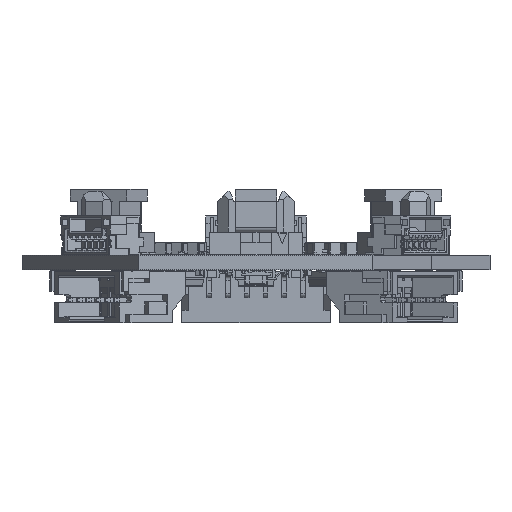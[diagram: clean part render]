
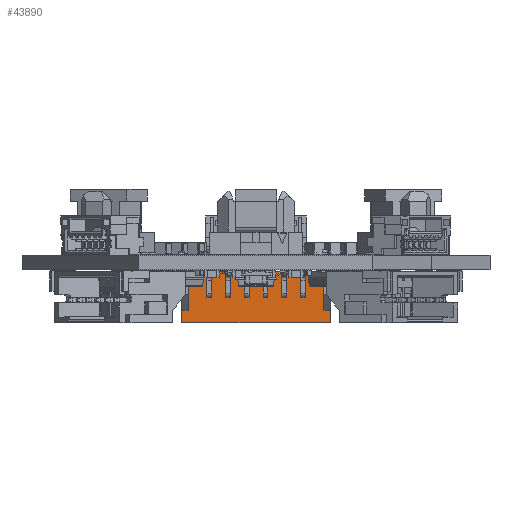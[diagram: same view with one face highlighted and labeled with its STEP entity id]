
A CAD part, front view. The second image highlights one B-rep face of the part: STEP entity #43890.
In plain terms, the highlighted face is planar.
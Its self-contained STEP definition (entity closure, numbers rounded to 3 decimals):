
#43779 = VERTEX_POINT('',#43780);
#43780 = CARTESIAN_POINT('',(15.2,4.2,-6.));
#43786 = EDGE_CURVE('',#43787,#43779,#43789,.T.);
#43787 = VERTEX_POINT('',#43788);
#43788 = CARTESIAN_POINT('',(15.9,4.2,-6.));
#43789 = LINE('',#43790,#43791);
#43790 = CARTESIAN_POINT('',(15.9,4.2,-6.));
#43791 = VECTOR('',#43792,1.);
#43792 = DIRECTION('',(-1.,-0.,-0.));
#43842 = VERTEX_POINT('',#43843);
#43843 = CARTESIAN_POINT('',(0.7,0.,-6.));
#43849 = EDGE_CURVE('',#43850,#43842,#43852,.T.);
#43850 = VERTEX_POINT('',#43851);
#43851 = CARTESIAN_POINT('',(15.2,0.,-6.));
#43852 = LINE('',#43853,#43854);
#43853 = CARTESIAN_POINT('',(15.9,0.,-6.));
#43854 = VECTOR('',#43855,1.);
#43855 = DIRECTION('',(-1.,0.,0.));
#43890 = ADVANCED_FACE('',(#43891),#43939,.F.);
#43891 = FACE_BOUND('',#43892,.T.);
#43892 = EDGE_LOOP('',(#43893,#43894,#43902,#43910,#43918,#43926,#43932,
    #43933));
#43893 = ORIENTED_EDGE('',*,*,#43849,.T.);
#43894 = ORIENTED_EDGE('',*,*,#43895,.F.);
#43895 = EDGE_CURVE('',#43896,#43842,#43898,.T.);
#43896 = VERTEX_POINT('',#43897);
#43897 = CARTESIAN_POINT('',(0.7,4.2,-6.));
#43898 = LINE('',#43899,#43900);
#43899 = CARTESIAN_POINT('',(0.7,-4.2,-6.));
#43900 = VECTOR('',#43901,1.);
#43901 = DIRECTION('',(0.,-1.,0.));
#43902 = ORIENTED_EDGE('',*,*,#43903,.F.);
#43903 = EDGE_CURVE('',#43904,#43896,#43906,.T.);
#43904 = VERTEX_POINT('',#43905);
#43905 = CARTESIAN_POINT('',(0.,4.2,-6.));
#43906 = LINE('',#43907,#43908);
#43907 = CARTESIAN_POINT('',(0.,4.2,-6.));
#43908 = VECTOR('',#43909,1.);
#43909 = DIRECTION('',(1.,-0.,-0.));
#43910 = ORIENTED_EDGE('',*,*,#43911,.T.);
#43911 = EDGE_CURVE('',#43904,#43912,#43914,.T.);
#43912 = VERTEX_POINT('',#43913);
#43913 = CARTESIAN_POINT('',(0.,5.5,-6.));
#43914 = LINE('',#43915,#43916);
#43915 = CARTESIAN_POINT('',(0.,4.2,-6.));
#43916 = VECTOR('',#43917,1.);
#43917 = DIRECTION('',(0.,1.,0.));
#43918 = ORIENTED_EDGE('',*,*,#43919,.F.);
#43919 = EDGE_CURVE('',#43920,#43912,#43922,.T.);
#43920 = VERTEX_POINT('',#43921);
#43921 = CARTESIAN_POINT('',(15.9,5.5,-6.));
#43922 = LINE('',#43923,#43924);
#43923 = CARTESIAN_POINT('',(15.9,5.5,-6.));
#43924 = VECTOR('',#43925,1.);
#43925 = DIRECTION('',(-1.,-0.,-0.));
#43926 = ORIENTED_EDGE('',*,*,#43927,.F.);
#43927 = EDGE_CURVE('',#43787,#43920,#43928,.T.);
#43928 = LINE('',#43929,#43930);
#43929 = CARTESIAN_POINT('',(15.9,4.2,-6.));
#43930 = VECTOR('',#43931,1.);
#43931 = DIRECTION('',(0.,1.,0.));
#43932 = ORIENTED_EDGE('',*,*,#43786,.T.);
#43933 = ORIENTED_EDGE('',*,*,#43934,.T.);
#43934 = EDGE_CURVE('',#43779,#43850,#43935,.T.);
#43935 = LINE('',#43936,#43937);
#43936 = CARTESIAN_POINT('',(15.2,-4.2,-6.));
#43937 = VECTOR('',#43938,1.);
#43938 = DIRECTION('',(-0.,-1.,0.));
#43939 = PLANE('',#43940);
#43940 = AXIS2_PLACEMENT_3D('',#43941,#43942,#43943);
#43941 = CARTESIAN_POINT('',(15.9,4.2,-6.));
#43942 = DIRECTION('',(0.,0.,1.));
#43943 = DIRECTION('',(1.,0.,-0.));
